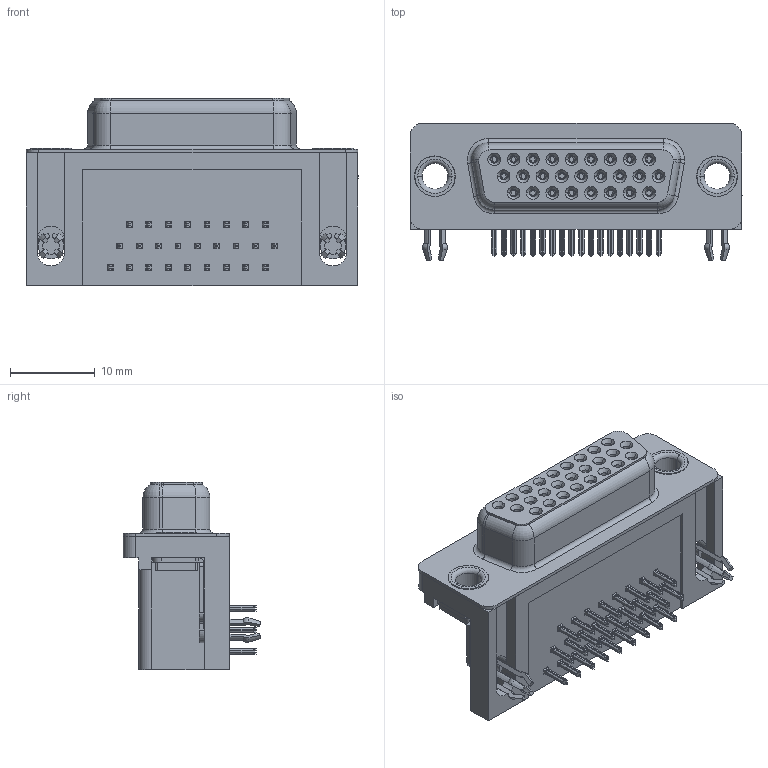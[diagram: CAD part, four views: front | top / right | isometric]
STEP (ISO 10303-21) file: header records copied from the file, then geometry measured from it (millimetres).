
FILE_DESCRIPTION (( 'STEP AP203' ), '1' );
FILE_NAME ('634-026-663-041.STEP', '2018-11-09T23:55:04', ( '' ), ( '' ), 'SwSTEP 2.0', 'SolidWorks 2016', '' );
FILE_SCHEMA (( 'CONFIG_CONTROL_DESIGN' ));
Length unit declared in the file: millimetre
Products named in the file (8): Contact Top; 4 Prong Board Lock; Thru Hole Rivet; 634-026-663-041; 634 Housing_26 Socket; 634 Shell_26 Socket; Contact Bottom; Contact Middle
Assembly tree (32 placements, depth 2):
  634-026-663-041
    634 Housing_26 Socket
    634 Shell_26 Socket
    Contact Bottom  x8
    Contact Middle  x9
    Contact Top  x9
    4 Prong Board Lock  x2
    Thru Hole Rivet  x2
Bounding box: 39.22 x 16.25 x 22.1 mm (x, y, z)
Volume: 6364.1 mm3; surface area: 9134.8 mm2
Topology: 32 solids, 32 shells, 4061 faces, 10710 edges, 6738 vertices
Faces by surface type: plane 1813, cylinder 926, bspline 904, cone 352, torus 66
Entity records: 36497 total; most frequent: CARTESIAN_POINT 10745, ORIENTED_EDGE 5206, DIRECTION 4708, EDGE_CURVE 2603, VERTEX_POINT 1662, LINE 1654, VECTOR 1654, AXIS2_PLACEMENT_3D 1527
